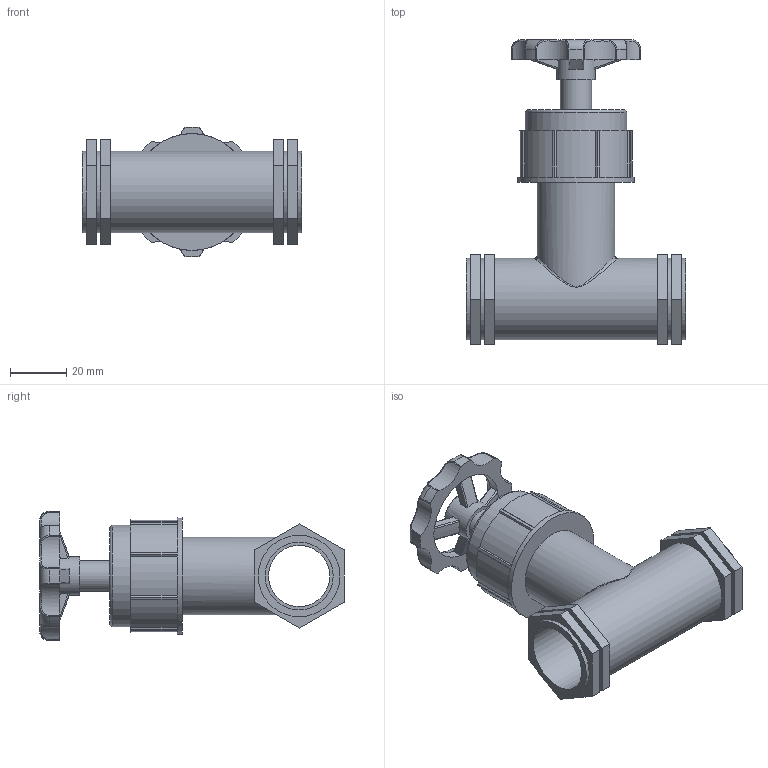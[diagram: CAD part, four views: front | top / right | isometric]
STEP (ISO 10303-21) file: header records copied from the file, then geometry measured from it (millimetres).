
FILE_DESCRIPTION(/* description */ ('PLASSON THREADED STOPTAP 3/4"'),/* implementation_level */ '2;1');
FILE_NAME(/* name */ '03405077.ipt.stp',/* time_stamp */ '2017-06-22T10:29:06+03:00',/* author */ ('KIM'),/* organization */ (''),/* preprocessor_version */ 'ST-DEVELOPER v15.6',/* originating_system */ 'Autodesk Inventor 2015',/* authorisation */ '');
FILE_SCHEMA (('AUTOMOTIVE_DESIGN { 1 0 10303 214 3 1 1 }'));
Length unit declared in the file: millimetre
Products named in the file (1): 03405077
Bounding box: 78 x 108 x 45.97 mm (x, y, z)
Volume: 78263 mm3; surface area: 26908 mm2
Topology: 1 solids, 1 shells, 183 faces, 481 edges, 310 vertices
Faces by surface type: plane 90, cylinder 57, bspline 25, cone 8, torus 3
Full cylindrical faces by diameter (mm): 11.04 x1, 13.8 x1, 21.705 x1, 24.117 x2, 27.6 x1, 28.94 x5, 35.88 x1, 41.4 x1
Entity records: 7087 total; most frequent: CARTESIAN_POINT 2764, ORIENTED_EDGE 906, DIRECTION 828, EDGE_CURVE 453, VERTEX_POINT 300, AXIS2_PLACEMENT_3D 298, LINE 232, VECTOR 232
